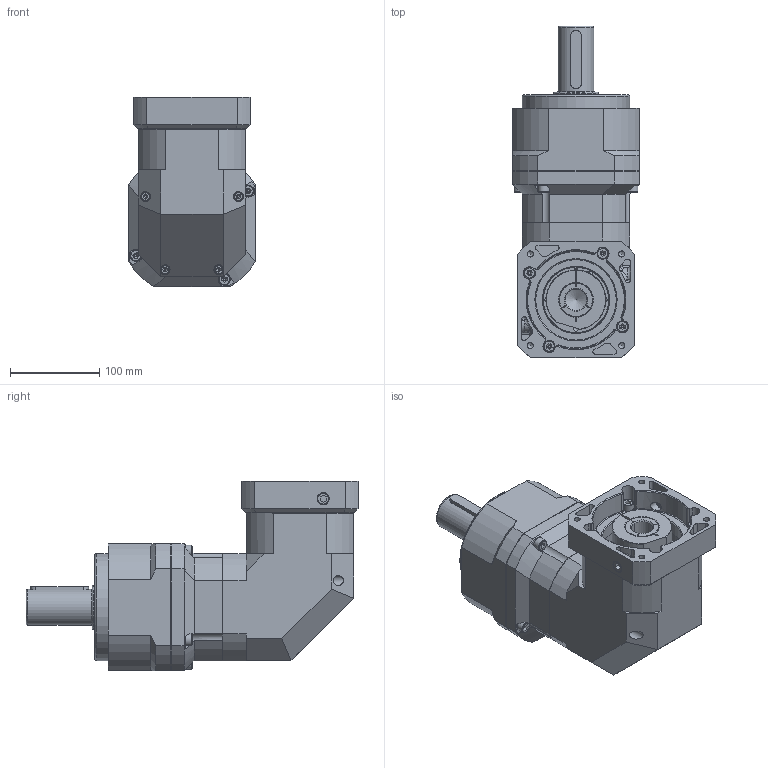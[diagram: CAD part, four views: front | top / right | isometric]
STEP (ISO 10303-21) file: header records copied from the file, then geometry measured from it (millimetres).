
FILE_DESCRIPTION((''),'2;1');
FILE_NAME('KSEL-142-2.stp','2014-04-10T14:27:08',('young'),(''),'Autodesk Inventor 2012','Autodesk Inventor 2012','');
FILE_SCHEMA(('AUTOMOTIVE_DESIGN { 1 0 10303 214 1 1 1 1 }'));
Length unit declared in the file: millimetre
Products named in the file (1): KSEL-142-2
Bounding box: 142 x 371.5 x 212 mm (x, y, z)
Volume: 4253871.4 mm3; surface area: 450529.1 mm2
Topology: 26 solids, 26 shells, 866 faces, 2150 edges, 1395 vertices
Faces by surface type: plane 456, cylinder 214, cone 123, bspline 42, torus 29, sphere 2
Full cylindrical faces by diameter (mm): 5 x8, 6 x4, 6.8 x16, 8 x14, 8.5 x8, 9 x1, 10 x4, 10.2 x1, 11 x4, 11.125 x2, 12 x1, 13 x11, 24.2 x1, 25 x1, 38.4 x1, 39.8 x1, 40 x2, 49.8 x1, 50 x1, 55 x3, 58 x1, 68 x1, 69 x1, 72 x3, 75 x2, 90 x1, 95 x1, 105 x3, 120 x1
Entity records: 32725 total; most frequent: CARTESIAN_POINT 13447, DIRECTION 3891, ORIENTED_EDGE 3760, EDGE_CURVE 1880, AXIS2_PLACEMENT_3D 1481, VERTEX_POINT 1332, EDGE_LOOP 1174, VECTOR 929
